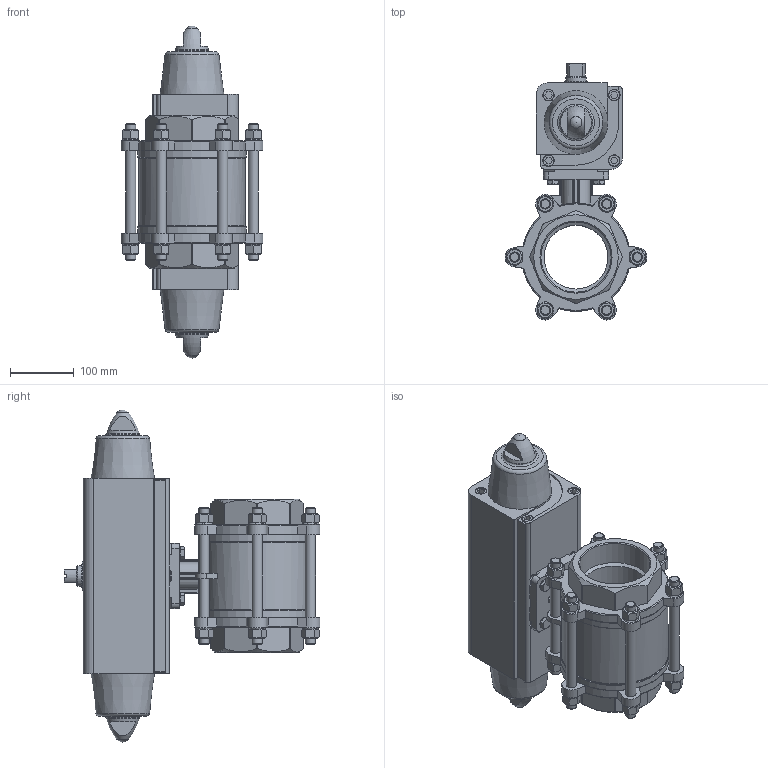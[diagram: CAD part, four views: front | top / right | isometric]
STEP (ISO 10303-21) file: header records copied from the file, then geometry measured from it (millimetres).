
FILE_DESCRIPTION(/* description */ ('STEP AP214'),/* implementation_level */ '2;1');
FILE_NAME(/* name */ '1758079_VZBA-4-GG-63-T-22-F10-V4V4T-PS240-R-90-4-C',/* time_stamp */ '2024-09-18T00:42:27+02:00',/* author */ ('License CC BY-ND 4.0'),/* organization */ ('CADENAS'),/* preprocessor_version */ 'ST-DEVELOPER v19.3',/* originating_system */ 'PARTsolutions',/* authorisation */ ' ');
FILE_SCHEMA (('AUTOMOTIVE_DESIGN {1 0 10303 214 3 1 1}'));
Length unit declared in the file: millimetre
Products named in the file (7): 1758079 VZBA-4"-GG-63-T-22-F10-V4V4T-PS240-R-90-4-C; 1686654 VZBA-4''-GG-63-T-22-F10-V4V4T; 690069 S 10 A2; Hexagon bolt DIN 933 - M10x25; 8082127 DARQ-R-A-S27-S22-27; 533454 DAPS-0240-090-RS4-F1012---(1); 533454 DAPS-0240-090-RS4-F1012---(2)
Assembly tree (11 placements, depth 2):
  1758079 VZBA-4"-GG-63-T-22-F10-V4V4T-PS240-R-90-4-C
    690069 S 10 A2  x4
    Hexagon bolt DIN 933 - M10x25  x4
    8082127 DARQ-R-A-S27-S22-27
    533454 DAPS-0240-090-RS4-F1012---(1)
    533454 DAPS-0240-090-RS4-F1012---(2)
  1686654 VZBA-4''-GG-63-T-22-F10-V4V4T
Bounding box: 222.4 x 401.23 x 520.5 mm (x, y, z)
Volume: 9763258.2 mm3; surface area: 681463.2 mm2
Topology: 12 solids, 12 shells, 794 faces, 1980 edges, 1274 vertices
Faces by surface type: plane 414, cylinder 201, cone 129, torus 48, sphere 2
Full cylindrical faces by diameter (mm): 4.134 x8, 4.917 x1, 8.376 x4, 10 x4, 10.106 x4, 10.5 x4, 11 x4, 11.445 x2, 14.63 x4, 16 x22, 17 x14, 18 x8, 29 x1, 32 x1, 37 x1, 46 x2, 54 x2, 100 x1, 110.072 x2, 167 x1, 170 x1
Entity records: 21303 total; most frequent: CARTESIAN_POINT 4931, DIRECTION 3266, ORIENTED_EDGE 3102, EDGE_CURVE 1551, AXIS2_PLACEMENT_3D 1232, VERTEX_POINT 1131, FACE_BOUND 1044, EDGE_LOOP 1025
